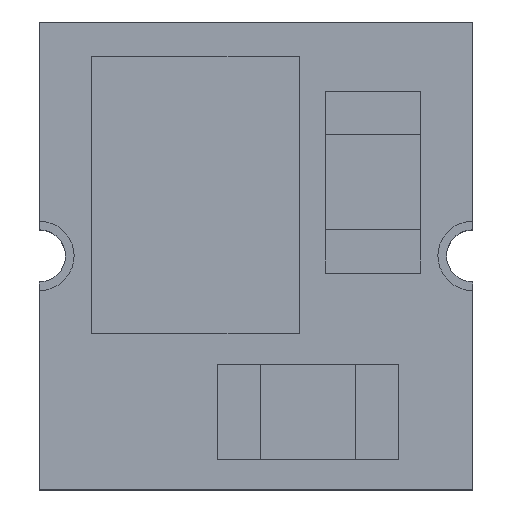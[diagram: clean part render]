
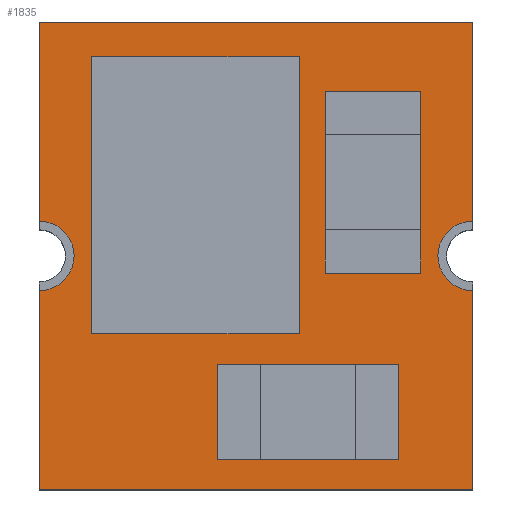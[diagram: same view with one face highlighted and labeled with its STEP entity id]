
A CAD part, top view. The second image highlights one B-rep face of the part: STEP entity #1835.
In plain terms, the highlighted planar face has unit normal (0, 0, 1).
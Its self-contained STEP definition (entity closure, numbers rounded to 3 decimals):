
#24=CIRCLE('',#1980,0.2);
#25=CIRCLE('',#1982,0.2);
#131=FACE_OUTER_BOUND('',#250,.T.);
#250=EDGE_LOOP('',(#1410,#1411,#1412,#1413,#1414,#1415,#1416,#1417));
#417=LINE('',#2800,#648);
#418=LINE('',#2803,#649);
#421=LINE('',#2809,#652);
#422=LINE('',#2810,#653);
#423=LINE('',#2812,#654);
#424=LINE('',#2813,#655);
#648=VECTOR('',#2293,1.15);
#649=VECTOR('',#2296,1.15);
#652=VECTOR('',#2301,2.5);
#653=VECTOR('',#2302,1.15);
#654=VECTOR('',#2303,1.15);
#655=VECTOR('',#2304,2.5);
#846=VERTEX_POINT('',#2779);
#848=VERTEX_POINT('',#2783);
#849=VERTEX_POINT('',#2787);
#851=VERTEX_POINT('',#2790);
#854=VERTEX_POINT('',#2798);
#855=VERTEX_POINT('',#2802);
#857=VERTEX_POINT('',#2808);
#858=VERTEX_POINT('',#2811);
#1046=EDGE_CURVE('',#846,#848,#24,.T.);
#1048=EDGE_CURVE('',#851,#849,#25,.T.);
#1053=EDGE_CURVE('',#848,#854,#417,.T.);
#1054=EDGE_CURVE('',#855,#846,#418,.T.);
#1057=EDGE_CURVE('',#854,#857,#421,.T.);
#1058=EDGE_CURVE('',#857,#851,#422,.T.);
#1059=EDGE_CURVE('',#849,#858,#423,.T.);
#1060=EDGE_CURVE('',#858,#855,#424,.T.);
#1410=ORIENTED_EDGE('',*,*,#1046,.T.);
#1411=ORIENTED_EDGE('',*,*,#1053,.T.);
#1412=ORIENTED_EDGE('',*,*,#1057,.T.);
#1413=ORIENTED_EDGE('',*,*,#1058,.T.);
#1414=ORIENTED_EDGE('',*,*,#1048,.T.);
#1415=ORIENTED_EDGE('',*,*,#1059,.T.);
#1416=ORIENTED_EDGE('',*,*,#1060,.T.);
#1417=ORIENTED_EDGE('',*,*,#1054,.T.);
#1716=PLANE('',#1986);
#1835=ADVANCED_FACE('',(#131),#1716,.T.);
#1980=AXIS2_PLACEMENT_3D('',#2785,#2279,#2280);
#1982=AXIS2_PLACEMENT_3D('',#2791,#2284,#2285);
#1986=AXIS2_PLACEMENT_3D('',#2807,#2299,#2300);
#2279=DIRECTION('center_axis',(0.,0.,-1.));
#2280=DIRECTION('ref_axis',(0.,1.,0.));
#2284=DIRECTION('center_axis',(0.,0.,-1.));
#2285=DIRECTION('ref_axis',(0.,1.,0.));
#2293=DIRECTION('',(0.,-1.,0.));
#2296=DIRECTION('',(0.,-1.,0.));
#2299=DIRECTION('center_axis',(0.,0.,1.));
#2300=DIRECTION('ref_axis',(0.,1.,0.));
#2301=DIRECTION('',(1.,0.,0.));
#2302=DIRECTION('',(0.,1.,0.));
#2303=DIRECTION('',(0.,1.,0.));
#2304=DIRECTION('',(-1.,0.,0.));
#2779=CARTESIAN_POINT('',(-1.25,0.2,0.82));
#2783=CARTESIAN_POINT('',(-1.25,-0.2,0.82));
#2785=CARTESIAN_POINT('Origin',(-1.25,0.,0.82));
#2787=CARTESIAN_POINT('',(1.25,0.2,0.82));
#2790=CARTESIAN_POINT('',(1.25,-0.2,0.82));
#2791=CARTESIAN_POINT('Origin',(1.25,0.,0.82));
#2798=CARTESIAN_POINT('',(-1.25,-1.35,0.82));
#2800=CARTESIAN_POINT('',(-1.25,-1.35,0.82));
#2802=CARTESIAN_POINT('',(-1.25,1.35,0.82));
#2803=CARTESIAN_POINT('',(-1.25,-1.35,0.82));
#2807=CARTESIAN_POINT('Origin',(0.,0.,0.82));
#2808=CARTESIAN_POINT('',(1.25,-1.35,0.82));
#2809=CARTESIAN_POINT('',(1.25,-1.35,0.82));
#2810=CARTESIAN_POINT('',(1.25,1.35,0.82));
#2811=CARTESIAN_POINT('',(1.25,1.35,0.82));
#2812=CARTESIAN_POINT('',(1.25,1.35,0.82));
#2813=CARTESIAN_POINT('',(-1.25,1.35,0.82));
